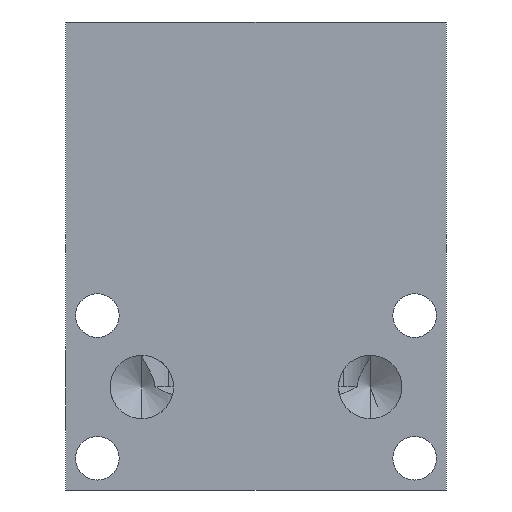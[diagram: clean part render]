
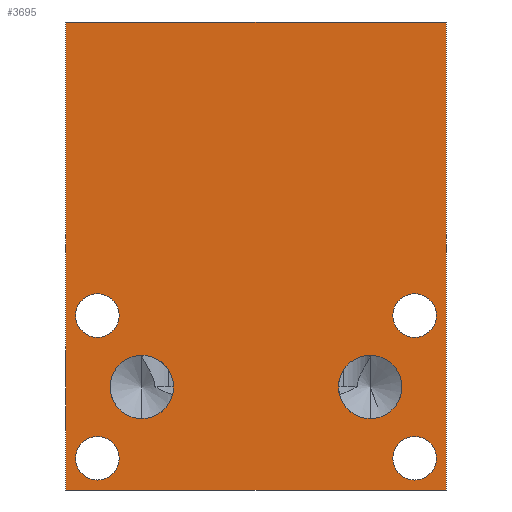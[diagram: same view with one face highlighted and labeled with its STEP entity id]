
A CAD part, left-side view. The second image highlights one B-rep face of the part: STEP entity #3695.
In plain terms, the highlighted planar face has unit normal (-1, 0, 0).
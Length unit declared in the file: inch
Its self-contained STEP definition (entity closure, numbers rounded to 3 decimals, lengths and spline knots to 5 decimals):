
#1=DIRECTION('',(0.,-1.,0.));
#2=VECTOR('',#1,3.);
#3=CARTESIAN_POINT('',(0.,0.,0.));
#4=LINE('',#3,#2);
#37=DIRECTION('',(0.,0.,1.));
#38=VECTOR('',#37,3.688);
#39=CARTESIAN_POINT('',(0.,0.,0.));
#40=LINE('',#39,#38);
#41=CARTESIAN_POINT('',(0.,-0.25,0.25));
#42=DIRECTION('',(1.,0.,0.));
#43=DIRECTION('',(0.,0.,-1.));
#44=AXIS2_PLACEMENT_3D('',#41,#42,#43);
#46=CARTESIAN_POINT('',(0.,-0.25,0.25));
#47=DIRECTION('',(1.,0.,0.));
#48=DIRECTION('',(0.,0.,1.));
#49=AXIS2_PLACEMENT_3D('',#46,#47,#48);
#51=CARTESIAN_POINT('',(0.,-0.25,1.375));
#52=DIRECTION('',(1.,0.,0.));
#53=DIRECTION('',(0.,0.,-1.));
#54=AXIS2_PLACEMENT_3D('',#51,#52,#53);
#56=CARTESIAN_POINT('',(0.,-0.25,1.375));
#57=DIRECTION('',(1.,0.,0.));
#58=DIRECTION('',(0.,0.,1.));
#59=AXIS2_PLACEMENT_3D('',#56,#57,#58);
#61=CARTESIAN_POINT('',(0.,-2.75,1.375));
#62=DIRECTION('',(1.,0.,0.));
#63=DIRECTION('',(0.,0.,-1.));
#64=AXIS2_PLACEMENT_3D('',#61,#62,#63);
#66=CARTESIAN_POINT('',(0.,-2.75,1.375));
#67=DIRECTION('',(1.,0.,0.));
#68=DIRECTION('',(0.,0.,1.));
#69=AXIS2_PLACEMENT_3D('',#66,#67,#68);
#71=CARTESIAN_POINT('',(0.,-2.75,0.25));
#72=DIRECTION('',(1.,0.,0.));
#73=DIRECTION('',(0.,0.,-1.));
#74=AXIS2_PLACEMENT_3D('',#71,#72,#73);
#76=CARTESIAN_POINT('',(0.,-2.75,0.25));
#77=DIRECTION('',(1.,0.,0.));
#78=DIRECTION('',(0.,0.,1.));
#79=AXIS2_PLACEMENT_3D('',#76,#77,#78);
#81=CARTESIAN_POINT('',(0.,-0.6,0.812));
#82=DIRECTION('',(1.,0.,0.));
#83=DIRECTION('',(0.,0.,-1.));
#84=AXIS2_PLACEMENT_3D('',#81,#82,#83);
#86=CARTESIAN_POINT('',(0.,-0.6,0.812));
#87=DIRECTION('',(1.,0.,0.));
#88=DIRECTION('',(0.,0.,1.));
#89=AXIS2_PLACEMENT_3D('',#86,#87,#88);
#91=CARTESIAN_POINT('',(0.,-2.4,0.812));
#92=DIRECTION('',(1.,0.,0.));
#93=DIRECTION('',(0.,0.,-1.));
#94=AXIS2_PLACEMENT_3D('',#91,#92,#93);
#96=CARTESIAN_POINT('',(0.,-2.4,0.812));
#97=DIRECTION('',(1.,0.,0.));
#98=DIRECTION('',(0.,0.,1.));
#99=AXIS2_PLACEMENT_3D('',#96,#97,#98);
#179=DIRECTION('',(0.,0.,1.));
#180=VECTOR('',#179,3.688);
#181=CARTESIAN_POINT('',(0.,-3.,0.));
#182=LINE('',#181,#180);
#183=DIRECTION('',(0.,-1.,0.));
#184=VECTOR('',#183,3.);
#185=CARTESIAN_POINT('',(0.,0.,3.688));
#186=LINE('',#185,#184);
#3207=CARTESIAN_POINT('',(0.,0.,0.));
#3208=CARTESIAN_POINT('',(0.,-3.,0.));
#3209=VERTEX_POINT('',#3207);
#3210=VERTEX_POINT('',#3208);
#3215=CARTESIAN_POINT('',(0.,0.,3.688));
#3216=CARTESIAN_POINT('',(0.,-3.,3.688));
#3217=VERTEX_POINT('',#3215);
#3218=VERTEX_POINT('',#3216);
#3475=CARTESIAN_POINT('',(0.,-0.25,0.078));
#3476=CARTESIAN_POINT('',(0.,-0.25,0.422));
#3477=VERTEX_POINT('',#3475);
#3478=VERTEX_POINT('',#3476);
#3483=CARTESIAN_POINT('',(0.,-0.25,1.203));
#3484=CARTESIAN_POINT('',(0.,-0.25,1.547));
#3485=VERTEX_POINT('',#3483);
#3486=VERTEX_POINT('',#3484);
#3491=CARTESIAN_POINT('',(0.,-2.75,1.203));
#3492=CARTESIAN_POINT('',(0.,-2.75,1.547));
#3493=VERTEX_POINT('',#3491);
#3494=VERTEX_POINT('',#3492);
#3499=CARTESIAN_POINT('',(0.,-2.75,0.078));
#3500=CARTESIAN_POINT('',(0.,-2.75,0.422));
#3501=VERTEX_POINT('',#3499);
#3502=VERTEX_POINT('',#3500);
#3511=CARTESIAN_POINT('',(0.,-0.6,0.562));
#3512=CARTESIAN_POINT('',(0.,-0.6,1.062));
#3513=VERTEX_POINT('',#3511);
#3514=VERTEX_POINT('',#3512);
#3530=CARTESIAN_POINT('',(0.,-2.4,0.562));
#3531=CARTESIAN_POINT('',(0.,-2.4,1.062));
#3532=VERTEX_POINT('',#3530);
#3533=VERTEX_POINT('',#3531);
#3645=CARTESIAN_POINT('',(0.,0.,0.));
#3646=DIRECTION('',(-1.,0.,0.));
#3647=DIRECTION('',(0.,-1.,0.));
#3648=AXIS2_PLACEMENT_3D('',#3645,#3646,#3647);
#3649=PLANE('',#3648);
#3650=ORIENTED_EDGE('',*,*,#3622,.F.);
#3652=ORIENTED_EDGE('',*,*,#3651,.T.);
#3654=ORIENTED_EDGE('',*,*,#3653,.T.);
#3656=ORIENTED_EDGE('',*,*,#3655,.F.);
#3657=EDGE_LOOP('',(#3650,#3652,#3654,#3656));
#3658=FACE_OUTER_BOUND('',#3657,.F.);
#3660=ORIENTED_EDGE('',*,*,#3659,.F.);
#3662=ORIENTED_EDGE('',*,*,#3661,.F.);
#3663=EDGE_LOOP('',(#3660,#3662));
#3664=FACE_BOUND('',#3663,.F.);
#3666=ORIENTED_EDGE('',*,*,#3665,.F.);
#3668=ORIENTED_EDGE('',*,*,#3667,.F.);
#3669=EDGE_LOOP('',(#3666,#3668));
#3670=FACE_BOUND('',#3669,.F.);
#3672=ORIENTED_EDGE('',*,*,#3671,.F.);
#3674=ORIENTED_EDGE('',*,*,#3673,.F.);
#3675=EDGE_LOOP('',(#3672,#3674));
#3676=FACE_BOUND('',#3675,.F.);
#3678=ORIENTED_EDGE('',*,*,#3677,.F.);
#3680=ORIENTED_EDGE('',*,*,#3679,.F.);
#3681=EDGE_LOOP('',(#3678,#3680));
#3682=FACE_BOUND('',#3681,.F.);
#3684=ORIENTED_EDGE('',*,*,#3683,.F.);
#3686=ORIENTED_EDGE('',*,*,#3685,.F.);
#3687=EDGE_LOOP('',(#3684,#3686));
#3688=FACE_BOUND('',#3687,.F.);
#3690=ORIENTED_EDGE('',*,*,#3689,.F.);
#3692=ORIENTED_EDGE('',*,*,#3691,.F.);
#3693=EDGE_LOOP('',(#3690,#3692));
#3694=FACE_BOUND('',#3693,.F.);
#3695=ADVANCED_FACE('',(#3658,#3664,#3670,#3676,#3682,#3688,#3694),#3649,.T.);
#45=CIRCLE('',#44,0.172);
#50=CIRCLE('',#49,0.172);
#55=CIRCLE('',#54,0.172);
#60=CIRCLE('',#59,0.172);
#65=CIRCLE('',#64,0.172);
#70=CIRCLE('',#69,0.172);
#75=CIRCLE('',#74,0.172);
#80=CIRCLE('',#79,0.172);
#85=CIRCLE('',#84,0.25);
#90=CIRCLE('',#89,0.25);
#95=CIRCLE('',#94,0.25);
#100=CIRCLE('',#99,0.25);
#3622=EDGE_CURVE('',#3209,#3210,#4,.T.);
#3651=EDGE_CURVE('',#3209,#3217,#40,.T.);
#3653=EDGE_CURVE('',#3217,#3218,#186,.T.);
#3655=EDGE_CURVE('',#3210,#3218,#182,.T.);
#3659=EDGE_CURVE('',#3477,#3478,#45,.T.);
#3661=EDGE_CURVE('',#3478,#3477,#50,.T.);
#3665=EDGE_CURVE('',#3485,#3486,#55,.T.);
#3667=EDGE_CURVE('',#3486,#3485,#60,.T.);
#3671=EDGE_CURVE('',#3493,#3494,#65,.T.);
#3673=EDGE_CURVE('',#3494,#3493,#70,.T.);
#3677=EDGE_CURVE('',#3501,#3502,#75,.T.);
#3679=EDGE_CURVE('',#3502,#3501,#80,.T.);
#3683=EDGE_CURVE('',#3513,#3514,#85,.T.);
#3685=EDGE_CURVE('',#3514,#3513,#90,.T.);
#3689=EDGE_CURVE('',#3532,#3533,#95,.T.);
#3691=EDGE_CURVE('',#3533,#3532,#100,.T.);
